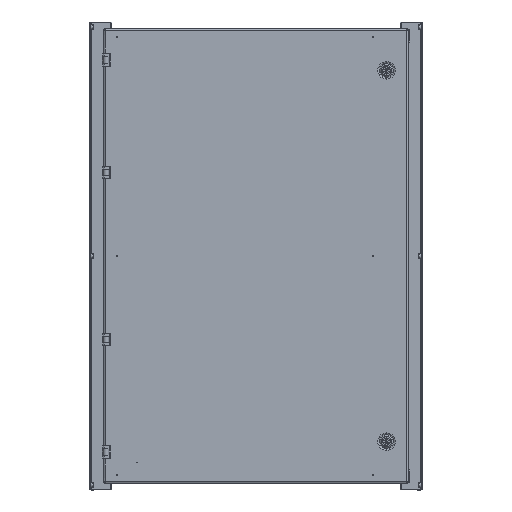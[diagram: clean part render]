
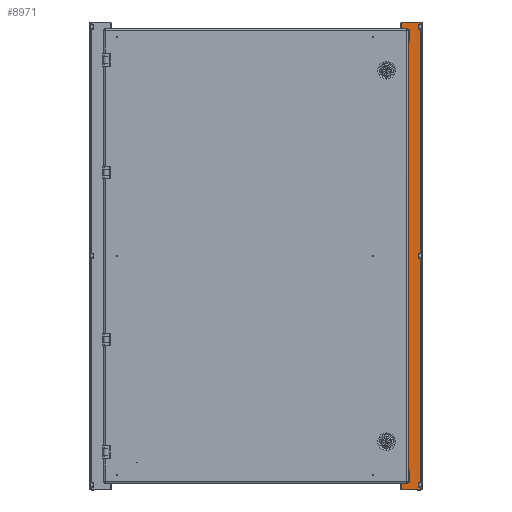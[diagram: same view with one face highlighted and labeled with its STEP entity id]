
A CAD part, top view. The second image highlights one B-rep face of the part: STEP entity #8971.
In plain terms, the highlighted face is planar.
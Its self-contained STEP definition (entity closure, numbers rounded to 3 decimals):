
#123 = ORIENTED_EDGE ( 'NONE', *, *, #17772, .T. ) ;
#276 = VERTEX_POINT ( 'NONE', #15195 ) ;
#804 = LINE ( 'NONE', #5494, #7669 ) ;
#869 = VERTEX_POINT ( 'NONE', #13853 ) ;
#1090 = VERTEX_POINT ( 'NONE', #15542 ) ;
#1297 = ORIENTED_EDGE ( 'NONE', *, *, #3255, .F. ) ;
#1302 = CARTESIAN_POINT ( 'NONE',  ( 14., 470., 0. ) ) ;
#1514 = CARTESIAN_POINT ( 'NONE',  ( 26.5, 561., 0. ) ) ;
#1558 = CARTESIAN_POINT ( 'NONE',  ( 14., -470., 0. ) ) ;
#1630 = EDGE_CURVE ( 'NONE', #869, #1090, #17808, .T. ) ;
#2344 = VERTEX_POINT ( 'NONE', #6614 ) ;
#2553 = CARTESIAN_POINT ( 'NONE',  ( 23.121, -561., 0. ) ) ;
#3097 = AXIS2_PLACEMENT_3D ( 'NONE', #9534, #18879, #3147 ) ;
#3147 = DIRECTION ( 'NONE',  ( 1., 0., 0. ) ) ;
#3255 = EDGE_CURVE ( 'NONE', #14506, #11940, #17073, .T. ) ;
#3788 = VERTEX_POINT ( 'NONE', #6462 ) ;
#3907 = ORIENTED_EDGE ( 'NONE', *, *, #19243, .F. ) ;
#4055 = EDGE_CURVE ( 'NONE', #10111, #3788, #10788, .T. ) ;
#4264 = DIRECTION ( 'NONE',  ( -1., 0., 0. ) ) ;
#4463 = CARTESIAN_POINT ( 'NONE',  ( 14., 200., 0. ) ) ;
#4473 = EDGE_CURVE ( 'NONE', #11940, #14506, #13899, .T. ) ;
#4523 = DIRECTION ( 'NONE',  ( 1., 0., 0. ) ) ;
#4543 = DIRECTION ( 'NONE',  ( 0., -1., 0. ) ) ;
#4599 = DIRECTION ( 'NONE',  ( 0., 0., -1. ) ) ;
#5037 = AXIS2_PLACEMENT_3D ( 'NONE', #10300, #6981, #17893 ) ;
#5172 = AXIS2_PLACEMENT_3D ( 'NONE', #12887, #13026, #10106 ) ;
#5210 = VECTOR ( 'NONE', #13489, 1000. ) ;
#5494 = CARTESIAN_POINT ( 'NONE',  ( -26.5, -561., 0. ) ) ;
#5927 = FACE_OUTER_BOUND ( 'NONE', #13056, .T. ) ;
#6015 = EDGE_CURVE ( 'NONE', #11857, #2344, #9228, .T. ) ;
#6029 = VECTOR ( 'NONE', #4264, 1000. ) ;
#6396 = EDGE_LOOP ( 'NONE', ( #19781, #1297 ) ) ;
#6462 = CARTESIAN_POINT ( 'NONE',  ( 10.5, 200., 0. ) ) ;
#6614 = CARTESIAN_POINT ( 'NONE',  ( -23.121, 561., 0. ) ) ;
#6706 = ORIENTED_EDGE ( 'NONE', *, *, #6015, .F. ) ;
#6891 = CARTESIAN_POINT ( 'NONE',  ( 10.5, -200., 0. ) ) ;
#6981 = DIRECTION ( 'NONE',  ( 0., 0., 1. ) ) ;
#7167 = ORIENTED_EDGE ( 'NONE', *, *, #19973, .T. ) ;
#7404 = FACE_BOUND ( 'NONE', #12885, .T. ) ;
#7415 = AXIS2_PLACEMENT_3D ( 'NONE', #1514, #17206, #7935 ) ;
#7634 = AXIS2_PLACEMENT_3D ( 'NONE', #17076, #4599, #9402 ) ;
#7669 = VECTOR ( 'NONE', #16390, 1000. ) ;
#7923 = AXIS2_PLACEMENT_3D ( 'NONE', #4463, #19917, #10587 ) ;
#7935 = DIRECTION ( 'NONE',  ( -1., 0., 0. ) ) ;
#8113 = FACE_BOUND ( 'NONE', #17188, .T. ) ;
#8535 = VERTEX_POINT ( 'NONE', #14562 ) ;
#8971 = ADVANCED_FACE ( 'NONE', ( #12771, #8113, #7404, #20038, #5927 ), #13890, .T. ) ;
#9163 = VERTEX_POINT ( 'NONE', #11760 ) ;
#9228 = LINE ( 'NONE', #19727, #6029 ) ;
#9402 = DIRECTION ( 'NONE',  ( 1., 0., 0. ) ) ;
#9441 = DIRECTION ( 'NONE',  ( 0., 0., -1. ) ) ;
#9534 = CARTESIAN_POINT ( 'NONE',  ( 14., 470., 0. ) ) ;
#10106 = DIRECTION ( 'NONE',  ( 1., 0., 0. ) ) ;
#10111 = VERTEX_POINT ( 'NONE', #11630 ) ;
#10300 = CARTESIAN_POINT ( 'NONE',  ( 14., 200., 0. ) ) ;
#10587 = DIRECTION ( 'NONE',  ( 1., 0., 0. ) ) ;
#10788 = CIRCLE ( 'NONE', #7923, 3.5 ) ;
#11024 = AXIS2_PLACEMENT_3D ( 'NONE', #1302, #20105, #18504 ) ;
#11081 = AXIS2_PLACEMENT_3D ( 'NONE', #1558, #12508, #4523 ) ;
#11186 = CIRCLE ( 'NONE', #11081, 3.5 ) ;
#11438 = VERTEX_POINT ( 'NONE', #18146 ) ;
#11630 = CARTESIAN_POINT ( 'NONE',  ( 17.5, 200., 0. ) ) ;
#11697 = CIRCLE ( 'NONE', #5037, 3.5 ) ;
#11760 = CARTESIAN_POINT ( 'NONE',  ( 10.5, 470., 0. ) ) ;
#11857 = VERTEX_POINT ( 'NONE', #14788 ) ;
#11940 = VERTEX_POINT ( 'NONE', #14241 ) ;
#12119 = ORIENTED_EDGE ( 'NONE', *, *, #12705, .T. ) ;
#12313 = ORIENTED_EDGE ( 'NONE', *, *, #17995, .F. ) ;
#12508 = DIRECTION ( 'NONE',  ( 0., 0., -1. ) ) ;
#12607 = EDGE_CURVE ( 'NONE', #11438, #11857, #16687, .T. ) ;
#12705 = EDGE_CURVE ( 'NONE', #9163, #8535, #16429, .T. ) ;
#12738 = ORIENTED_EDGE ( 'NONE', *, *, #4055, .T. ) ;
#12771 = FACE_BOUND ( 'NONE', #6396, .T. ) ;
#12885 = EDGE_LOOP ( 'NONE', ( #12738, #123 ) ) ;
#12887 = CARTESIAN_POINT ( 'NONE',  ( 14., -200., 0. ) ) ;
#13026 = DIRECTION ( 'NONE',  ( 0., 0., -1. ) ) ;
#13056 = EDGE_LOOP ( 'NONE', ( #6706, #15932, #14276, #3907 ) ) ;
#13333 = VECTOR ( 'NONE', #4543, 1000. ) ;
#13489 = DIRECTION ( 'NONE',  ( 0., 1., 0. ) ) ;
#13853 = CARTESIAN_POINT ( 'NONE',  ( 17.5, -470., 0. ) ) ;
#13890 = PLANE ( 'NONE',  #7415 ) ;
#13899 = CIRCLE ( 'NONE', #5172, 3.5 ) ;
#14241 = CARTESIAN_POINT ( 'NONE',  ( 17.5, -200., 0. ) ) ;
#14276 = ORIENTED_EDGE ( 'NONE', *, *, #19790, .F. ) ;
#14278 = LINE ( 'NONE', #19858, #13333 ) ;
#14506 = VERTEX_POINT ( 'NONE', #6891 ) ;
#14562 = CARTESIAN_POINT ( 'NONE',  ( 17.5, 470., 0. ) ) ;
#14788 = CARTESIAN_POINT ( 'NONE',  ( 23.121, 561., 0. ) ) ;
#15195 = CARTESIAN_POINT ( 'NONE',  ( -23.121, -561., 0. ) ) ;
#15350 = DIRECTION ( 'NONE',  ( 1., 0., 0. ) ) ;
#15542 = CARTESIAN_POINT ( 'NONE',  ( 10.5, -470., 0. ) ) ;
#15724 = EDGE_LOOP ( 'NONE', ( #7167, #12119 ) ) ;
#15932 = ORIENTED_EDGE ( 'NONE', *, *, #12607, .F. ) ;
#16390 = DIRECTION ( 'NONE',  ( 1., 0., 0. ) ) ;
#16429 = CIRCLE ( 'NONE', #11024, 3.5 ) ;
#16687 = LINE ( 'NONE', #2553, #5210 ) ;
#16803 = AXIS2_PLACEMENT_3D ( 'NONE', #18732, #9441, #15350 ) ;
#17073 = CIRCLE ( 'NONE', #16803, 3.5 ) ;
#17076 = CARTESIAN_POINT ( 'NONE',  ( 14., -470., 0. ) ) ;
#17188 = EDGE_LOOP ( 'NONE', ( #20005, #12313 ) ) ;
#17206 = DIRECTION ( 'NONE',  ( 0., 0., -1. ) ) ;
#17772 = EDGE_CURVE ( 'NONE', #3788, #10111, #11697, .T. ) ;
#17808 = CIRCLE ( 'NONE', #7634, 3.5 ) ;
#17893 = DIRECTION ( 'NONE',  ( 1., 0., 0. ) ) ;
#17922 = CIRCLE ( 'NONE', #3097, 3.5 ) ;
#17995 = EDGE_CURVE ( 'NONE', #1090, #869, #11186, .T. ) ;
#18146 = CARTESIAN_POINT ( 'NONE',  ( 23.121, -561., 0. ) ) ;
#18504 = DIRECTION ( 'NONE',  ( 1., 0., 0. ) ) ;
#18732 = CARTESIAN_POINT ( 'NONE',  ( 14., -200., 0. ) ) ;
#18879 = DIRECTION ( 'NONE',  ( 0., 0., 1. ) ) ;
#19243 = EDGE_CURVE ( 'NONE', #2344, #276, #14278, .T. ) ;
#19727 = CARTESIAN_POINT ( 'NONE',  ( -26.5, 561., 0. ) ) ;
#19781 = ORIENTED_EDGE ( 'NONE', *, *, #4473, .F. ) ;
#19790 = EDGE_CURVE ( 'NONE', #276, #11438, #804, .T. ) ;
#19858 = CARTESIAN_POINT ( 'NONE',  ( -23.121, 561., 0. ) ) ;
#19917 = DIRECTION ( 'NONE',  ( 0., 0., 1. ) ) ;
#19973 = EDGE_CURVE ( 'NONE', #8535, #9163, #17922, .T. ) ;
#20005 = ORIENTED_EDGE ( 'NONE', *, *, #1630, .F. ) ;
#20038 = FACE_BOUND ( 'NONE', #15724, .T. ) ;
#20105 = DIRECTION ( 'NONE',  ( 0., 0., 1. ) ) ;
